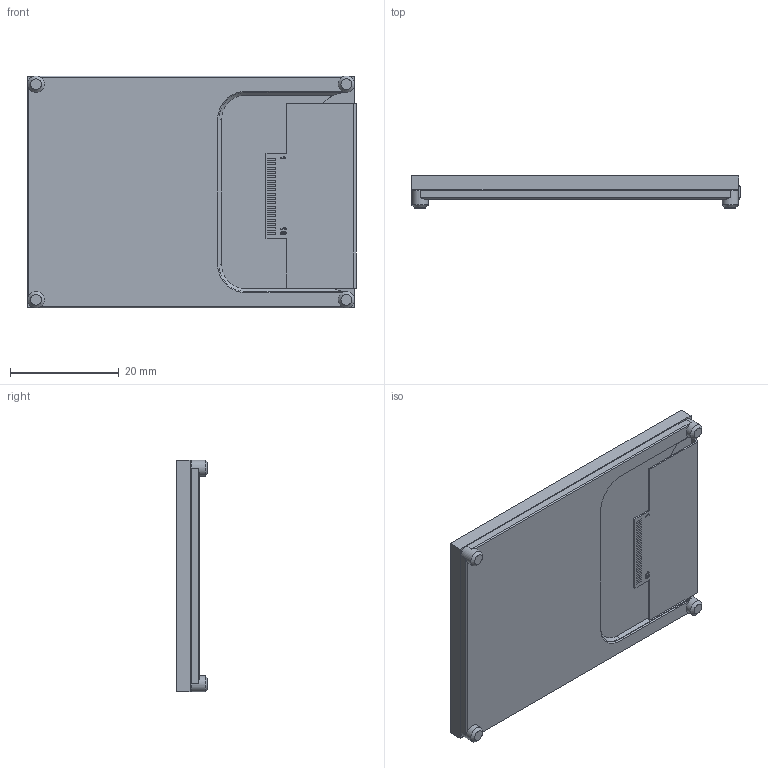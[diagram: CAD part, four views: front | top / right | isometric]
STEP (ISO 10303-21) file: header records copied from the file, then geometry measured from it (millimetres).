
FILE_DESCRIPTION(/* description */ ('','CAx-IF Rec.Pracs.---Representation and Presentation of Product Manufacturing Information (PMI)---4.0---2014-10-13'),/* implementation_level */ '2;1');
FILE_NAME(/* name */ 'ILI9341_screen_assembly.step',/* time_stamp */ '2025-01-06T14:05:04+01:00',/* author */ (''),/* organization */ (''),/* preprocessor_version */ 'ST-DEVELOPER v20',/* originating_system */ 'Autodesk Translation Framework v13.20.0.188',/* authorisation */ '');
FILE_SCHEMA (('AP242_MANAGED_MODEL_BASED_3D_ENGINEERING_MIM_LF { 1 0 10303 442 1 1 4 }'));
Length unit declared in the file: millimetre
Products named in the file (3): screen_assembly; ILI9341_notouch_240x320_folded_tape; screen_bracket
Assembly tree (2 placements, depth 2):
  screen_assembly
    ILI9341_notouch_240x320_folded_tape
    screen_bracket
Bounding box: 60.45 x 5.87 x 42.7 mm (x, y, z)
Volume: 9783.6 mm3; surface area: 11804.6 mm2
Topology: 2 solids, 2 shells, 688 faces, 1938 edges, 1282 vertices
Faces by surface type: plane 358, bspline 305, cone 14, cylinder 11
Full cylindrical faces by diameter (mm): 3 x4
Entity records: 24994 total; most frequent: CARTESIAN_POINT 9098, ORIENTED_EDGE 3876, DIRECTION 2158, EDGE_CURVE 1938, VERTEX_POINT 1282, LINE 1274, VECTOR 1274, EDGE_LOOP 716
